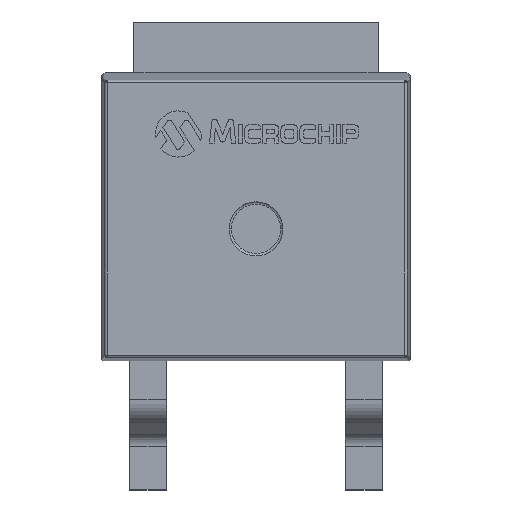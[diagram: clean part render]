
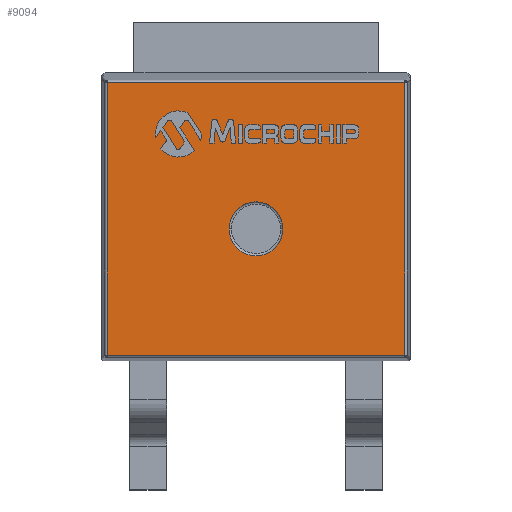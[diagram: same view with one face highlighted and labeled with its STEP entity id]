
A CAD part, top view. The second image highlights one B-rep face of the part: STEP entity #9094.
In plain terms, the highlighted planar face has unit normal (0, 0, 1).
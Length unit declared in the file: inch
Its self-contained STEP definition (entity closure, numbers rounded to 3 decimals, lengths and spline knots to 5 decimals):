
#369 = LINE ( 'NONE', #8253, #6265 ) ;
#939 = VECTOR ( 'NONE', #4930, 39.37008 ) ;
#1189 = ORIENTED_EDGE ( 'NONE', *, *, #3164, .T. ) ;
#1262 = PLANE ( 'NONE',  #2203 ) ;
#1352 = EDGE_CURVE ( 'NONE', #2296, #6899, #2667, .T. ) ;
#1636 = DIRECTION ( 'NONE',  ( 0., 0., -1. ) ) ;
#1907 = VECTOR ( 'NONE', #2641, 39.37008 ) ;
#1953 = CARTESIAN_POINT ( 'NONE',  ( 0., -0.0828, 0.099 ) ) ;
#2203 = AXIS2_PLACEMENT_3D ( 'NONE', #6021, #3339, #4171 ) ;
#2262 = VECTOR ( 'NONE', #10669, 39.37008 ) ;
#2296 = VERTEX_POINT ( 'NONE', #2981 ) ;
#2329 = CARTESIAN_POINT ( 'NONE',  ( 0., 0.02248, 0.099 ) ) ;
#2335 = VERTEX_POINT ( 'NONE', #8884 ) ;
#2475 = ORIENTED_EDGE ( 'NONE', *, *, #5978, .T. ) ;
#2476 = EDGE_CURVE ( 'NONE', #6899, #2296, #10360, .T. ) ;
#2520 = EDGE_LOOP ( 'NONE', ( #2653, #10807 ) ) ;
#2641 = DIRECTION ( 'NONE',  ( 0., 1., 0. ) ) ;
#2653 = ORIENTED_EDGE ( 'NONE', *, *, #2476, .T. ) ;
#2667 = CIRCLE ( 'NONE', #11119, 0.02248 ) ;
#2981 = CARTESIAN_POINT ( 'NONE',  ( 0.02248, 0.02248, 0.099 ) ) ;
#3164 = EDGE_CURVE ( 'NONE', #2335, #5554, #369, .T. ) ;
#3339 = DIRECTION ( 'NONE',  ( 0., 0., 1. ) ) ;
#3421 = VERTEX_POINT ( 'NONE', #9024 ) ;
#4171 = DIRECTION ( 'NONE',  ( 1., 0., 0. ) ) ;
#4177 = VERTEX_POINT ( 'NONE', #10728 ) ;
#4930 = DIRECTION ( 'NONE',  ( 1., 0., 0. ) ) ;
#5554 = VERTEX_POINT ( 'NONE', #7432 ) ;
#5978 = EDGE_CURVE ( 'NONE', #3421, #2335, #8615, .T. ) ;
#6021 = CARTESIAN_POINT ( 'NONE',  ( 0., 0.0325, 0.099 ) ) ;
#6088 = FACE_BOUND ( 'NONE', #2520, .T. ) ;
#6265 = VECTOR ( 'NONE', #6342, 39.37008 ) ;
#6342 = DIRECTION ( 'NONE',  ( -1., 0., 0. ) ) ;
#6726 = CARTESIAN_POINT ( 'NONE',  ( -0.12405, 0.0325, 0.099 ) ) ;
#6899 = VERTEX_POINT ( 'NONE', #10236 ) ;
#7432 = CARTESIAN_POINT ( 'NONE',  ( -0.12405, 0.14435, 0.099 ) ) ;
#7635 = DIRECTION ( 'NONE',  ( 0., 0., -1. ) ) ;
#7695 = DIRECTION ( 'NONE',  ( -1., 0., 0. ) ) ;
#8253 = CARTESIAN_POINT ( 'NONE',  ( 0., 0.14435, 0.099 ) ) ;
#8406 = EDGE_LOOP ( 'NONE', ( #1189, #8456, #10698, #2475 ) ) ;
#8456 = ORIENTED_EDGE ( 'NONE', *, *, #10845, .T. ) ;
#8555 = CARTESIAN_POINT ( 'NONE',  ( 0.12405, 0.0325, 0.099 ) ) ;
#8615 = LINE ( 'NONE', #8555, #1907 ) ;
#8884 = CARTESIAN_POINT ( 'NONE',  ( 0.12405, 0.14435, 0.099 ) ) ;
#9024 = CARTESIAN_POINT ( 'NONE',  ( 0.12405, -0.0828, 0.099 ) ) ;
#9094 = ADVANCED_FACE ( 'NONE', ( #6088, #11921 ), #1262, .T. ) ;
#10236 = CARTESIAN_POINT ( 'NONE',  ( -0.02248, 0.02248, 0.099 ) ) ;
#10360 = CIRCLE ( 'NONE', #11209, 0.02248 ) ;
#10491 = CARTESIAN_POINT ( 'NONE',  ( 0., 0.02248, 0.099 ) ) ;
#10669 = DIRECTION ( 'NONE',  ( 0., -1., 0. ) ) ;
#10698 = ORIENTED_EDGE ( 'NONE', *, *, #12009, .T. ) ;
#10728 = CARTESIAN_POINT ( 'NONE',  ( -0.12405, -0.0828, 0.099 ) ) ;
#10784 = LINE ( 'NONE', #1953, #939 ) ;
#10807 = ORIENTED_EDGE ( 'NONE', *, *, #1352, .T. ) ;
#10845 = EDGE_CURVE ( 'NONE', #5554, #4177, #11721, .T. ) ;
#11119 = AXIS2_PLACEMENT_3D ( 'NONE', #2329, #1636, #11384 ) ;
#11209 = AXIS2_PLACEMENT_3D ( 'NONE', #10491, #7635, #7695 ) ;
#11384 = DIRECTION ( 'NONE',  ( -1., 0., 0. ) ) ;
#11721 = LINE ( 'NONE', #6726, #2262 ) ;
#11921 = FACE_OUTER_BOUND ( 'NONE', #8406, .T. ) ;
#12009 = EDGE_CURVE ( 'NONE', #4177, #3421, #10784, .T. ) ;
